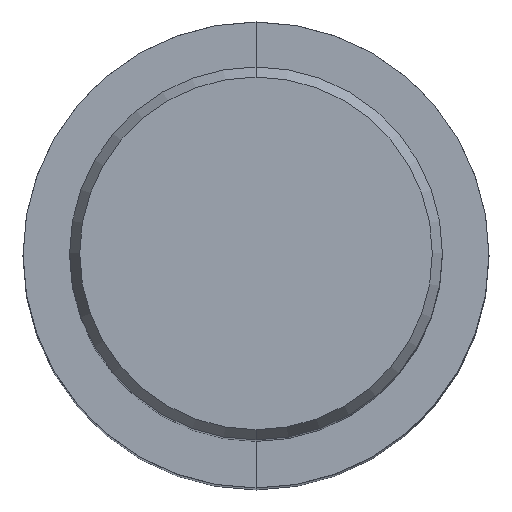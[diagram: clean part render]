
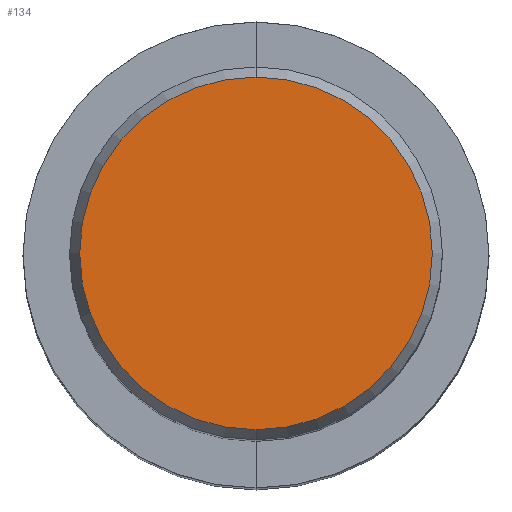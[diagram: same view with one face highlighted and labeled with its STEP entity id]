
A CAD part, top view. The second image highlights one B-rep face of the part: STEP entity #134.
In plain terms, the highlighted planar face has unit normal (0, 0, 1).
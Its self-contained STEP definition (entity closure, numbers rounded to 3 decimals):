
#102=EDGE_CURVE('',#164,#222,#259,.T.);
#134=ADVANCED_FACE('',(#293),#294,.T.);
#164=VERTEX_POINT('',#331);
#220=EDGE_CURVE('',#222,#164,#395,.T.);
#222=VERTEX_POINT('',#397);
#259=CIRCLE('',#429,12.012);
#293=FACE_OUTER_BOUND('',#473,.T.);
#294=PLANE('',#474);
#331=CARTESIAN_POINT('',(0.0,12.012,0.01));
#395=CIRCLE('',#596,12.012);
#397=CARTESIAN_POINT('',(0.,-12.012,0.01));
#429=AXIS2_PLACEMENT_3D('',#626,#627,#628);
#473=EDGE_LOOP('',(#655,#656));
#474=AXIS2_PLACEMENT_3D('',#657,#658,#659);
#596=AXIS2_PLACEMENT_3D('',#802,#803,#804);
#626=CARTESIAN_POINT('',(0.0,0.0,0.01));
#627=DIRECTION('',(0.0,0.0,-1.0));
#628=DIRECTION('',(0.0,1.0,0.0));
#655=ORIENTED_EDGE('',*,*,#102,.F.);
#656=ORIENTED_EDGE('',*,*,#220,.F.);
#657=CARTESIAN_POINT('',(0.0,6.006,0.01));
#658=DIRECTION('',(-0.0,0.0,1.0));
#659=DIRECTION('',(0.0,-1.0,0.0));
#802=CARTESIAN_POINT('',(0.0,0.0,0.01));
#803=DIRECTION('',(0.0,0.0,-1.0));
#804=DIRECTION('',(0.0,1.0,0.0));
